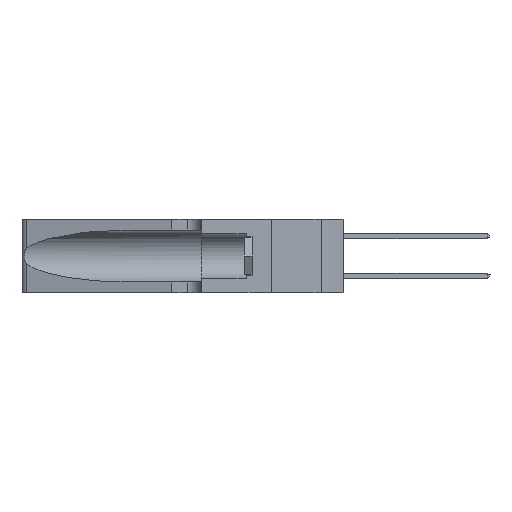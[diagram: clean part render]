
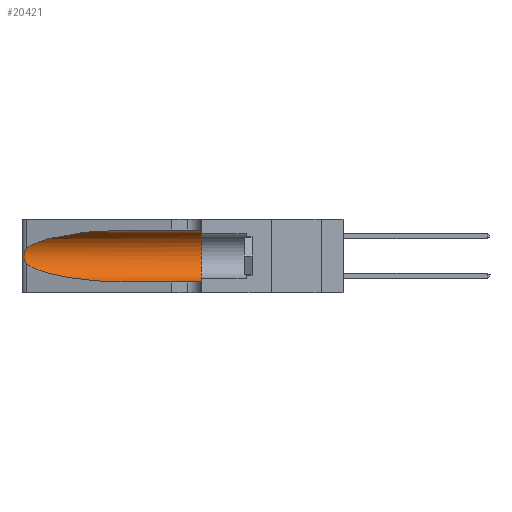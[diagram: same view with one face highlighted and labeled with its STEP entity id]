
A CAD part, left-side view. The second image highlights one B-rep face of the part: STEP entity #20421.
In plain terms, the highlighted cylindrical face has radius 3.308 mm (diameter 6.617 mm), a partial arc.
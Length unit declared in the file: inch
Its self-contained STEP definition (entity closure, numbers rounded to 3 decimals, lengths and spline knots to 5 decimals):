
#107 = CARTESIAN_POINT ( 'NONE',  ( 0.2373, 1.15595, 0.28018 ) ) ;
#1352 = CARTESIAN_POINT ( 'NONE',  ( 0.25639, 1.23184, 0.21858 ) ) ;
#1432 = VERTEX_POINT ( 'NONE', #25009 ) ;
#2159 = DIRECTION ( 'NONE',  ( 0., -1., 0. ) ) ;
#2582 = ORIENTED_EDGE ( 'NONE', *, *, #28013, .T. ) ;
#3361 = CARTESIAN_POINT ( 'NONE',  ( 0.1305, 0.72297, 0.31525 ) ) ;
#3837 = CARTESIAN_POINT ( 'NONE',  ( 0.25854, 1.2359, 0.20912 ) ) ;
#4291 = ORIENTED_EDGE ( 'NONE', *, *, #24428, .F. ) ;
#4331 = VERTEX_POINT ( 'NONE', #3361 ) ;
#4350 = CARTESIAN_POINT ( 'NONE',  ( 0.1305, 1.61858, 0.05475 ) ) ;
#4653 = CARTESIAN_POINT ( 'NONE',  ( 0.2373, 1.15595, 0.08982 ) ) ;
#5372 = ORIENTED_EDGE ( 'NONE', *, *, #18325, .T. ) ;
#6100 = EDGE_CURVE ( 'NONE', #4331, #24182, #19957, .T. ) ;
#6137 = DIRECTION ( 'NONE',  ( 0., -1., 0. ) ) ;
#6348 = CARTESIAN_POINT ( 'NONE',  ( 0.26075, 1.23896, 0.19203 ) ) ;
#6417 =( BOUNDED_CURVE ( )  B_SPLINE_CURVE ( 3, ( #21543, #12314, #107, #17005 ),
 .UNSPECIFIED., .F., .F. ) 
 B_SPLINE_CURVE_WITH_KNOTS ( ( 4, 4 ),
 ( 1.5708, 2.84003 ),
 .UNSPECIFIED. ) 
 CURVE ( )  GEOMETRIC_REPRESENTATION_ITEM ( )  RATIONAL_B_SPLINE_CURVE ( ( 1., 0.87, 0.87, 1. ) ) 
 REPRESENTATION_ITEM ( '' )  );
#7356 =( BOUNDED_CURVE ( )  B_SPLINE_CURVE ( 3, ( #21191, #4653, #9515, #25801 ),
 .UNSPECIFIED., .F., .F. ) 
 B_SPLINE_CURVE_WITH_KNOTS ( ( 4, 4 ),
 ( 3.44316, 4.71239 ),
 .UNSPECIFIED. ) 
 CURVE ( )  GEOMETRIC_REPRESENTATION_ITEM ( )  RATIONAL_B_SPLINE_CURVE ( ( 1., 0.87, 0.87, 1. ) ) 
 REPRESENTATION_ITEM ( '' )  );
#7885 = VERTEX_POINT ( 'NONE', #28856 ) ;
#7921 = CARTESIAN_POINT ( 'NONE',  ( 0.1305, 0.35, 0.05475 ) ) ;
#8045 = ORIENTED_EDGE ( 'NONE', *, *, #6100, .F. ) ;
#8279 = CARTESIAN_POINT ( 'NONE',  ( 0.1305, 0.35, 0.185 ) ) ;
#8741 = CARTESIAN_POINT ( 'NONE',  ( 0.26017, 1.23833, 0.17102 ) ) ;
#8843 = VERTEX_POINT ( 'NONE', #10262 ) ;
#9089 = B_SPLINE_CURVE_WITH_KNOTS ( 'NONE', 3,
 ( #29558, #11092, #1352, #18167, #3837, #20459, #6348, #22767, #8741, #25088, #11199, #27369, #13576, #29660 ),
 .UNSPECIFIED., .F., .F.,
 ( 4, 2, 2, 2, 2, 2, 4 ),
 ( 0., 0.00027, 0.00053, 0.00107, 0.0016, 0.00187, 0.00214 ),
 .UNSPECIFIED. ) ;
#9515 = CARTESIAN_POINT ( 'NONE',  ( 0.18966, 0.96281, 0.05475 ) ) ;
#10262 = CARTESIAN_POINT ( 'NONE',  ( 0.25487, 1.22718, 0.22369 ) ) ;
#10454 = LINE ( 'NONE', #4350, #22109 ) ;
#10740 = DIRECTION ( 'NONE',  ( 0., 0., 1. ) ) ;
#11005 = AXIS2_PLACEMENT_3D ( 'NONE', #8279, #24643, #10740 ) ;
#11092 = CARTESIAN_POINT ( 'NONE',  ( 0.25555, 1.22994, 0.2215 ) ) ;
#11199 = CARTESIAN_POINT ( 'NONE',  ( 0.25789, 1.23486, 0.15765 ) ) ;
#12314 = CARTESIAN_POINT ( 'NONE',  ( 0.18966, 0.96281, 0.31525 ) ) ;
#13576 = CARTESIAN_POINT ( 'NONE',  ( 0.25555, 1.22993, 0.14849 ) ) ;
#13791 = VECTOR ( 'NONE', #6137, 39.37008 ) ;
#14491 = EDGE_CURVE ( 'NONE', #7885, #27465, #10454, .T. ) ;
#16582 = CARTESIAN_POINT ( 'NONE',  ( 0.1305, 1.61858, 0.185 ) ) ;
#16803 = CARTESIAN_POINT ( 'NONE',  ( 0.1305, 0.35, 0.31525 ) ) ;
#17005 = CARTESIAN_POINT ( 'NONE',  ( 0.25487, 1.22718, 0.22369 ) ) ;
#17834 = CYLINDRICAL_SURFACE ( 'NONE', #27786, 0.13025 ) ;
#18167 = CARTESIAN_POINT ( 'NONE',  ( 0.25787, 1.23484, 0.2124 ) ) ;
#18325 = EDGE_CURVE ( 'NONE', #8843, #1432, #9089, .T. ) ;
#18540 = FACE_OUTER_BOUND ( 'NONE', #23974, .T. ) ;
#18714 = DIRECTION ( 'NONE',  ( 0., -1., 0. ) ) ;
#18926 = DIRECTION ( 'NONE',  ( 0., 0., -1. ) ) ;
#19957 = LINE ( 'NONE', #22568, #13791 ) ;
#20421 = ADVANCED_FACE ( 'NONE', ( #18540 ), #17834, .F. ) ;
#20459 = CARTESIAN_POINT ( 'NONE',  ( 0.26018, 1.23835, 0.19895 ) ) ;
#21191 = CARTESIAN_POINT ( 'NONE',  ( 0.25487, 1.22718, 0.14631 ) ) ;
#21543 = CARTESIAN_POINT ( 'NONE',  ( 0.1305, 0.72297, 0.31525 ) ) ;
#22006 = ORIENTED_EDGE ( 'NONE', *, *, #14491, .T. ) ;
#22109 = VECTOR ( 'NONE', #18714, 39.37008 ) ;
#22568 = CARTESIAN_POINT ( 'NONE',  ( 0.1305, 1.61858, 0.31525 ) ) ;
#22767 = CARTESIAN_POINT ( 'NONE',  ( 0.26075, 1.23896, 0.178 ) ) ;
#23974 = EDGE_LOOP ( 'NONE', ( #2582, #5372, #29516, #22006, #4291, #8045 ) ) ;
#24182 = VERTEX_POINT ( 'NONE', #16803 ) ;
#24428 = EDGE_CURVE ( 'NONE', #24182, #27465, #28101, .T. ) ;
#24643 = DIRECTION ( 'NONE',  ( 0., 1., 0. ) ) ;
#24804 = EDGE_CURVE ( 'NONE', #1432, #7885, #7356, .T. ) ;
#25009 = CARTESIAN_POINT ( 'NONE',  ( 0.25487, 1.22718, 0.14631 ) ) ;
#25088 = CARTESIAN_POINT ( 'NONE',  ( 0.25856, 1.23593, 0.16098 ) ) ;
#25801 = CARTESIAN_POINT ( 'NONE',  ( 0.1305, 0.72297, 0.05475 ) ) ;
#27369 = CARTESIAN_POINT ( 'NONE',  ( 0.25639, 1.23186, 0.15144 ) ) ;
#27465 = VERTEX_POINT ( 'NONE', #7921 ) ;
#27786 = AXIS2_PLACEMENT_3D ( 'NONE', #16582, #2159, #18926 ) ;
#28013 = EDGE_CURVE ( 'NONE', #4331, #8843, #6417, .T. ) ;
#28101 = CIRCLE ( 'NONE', #11005, 0.13025 ) ;
#28856 = CARTESIAN_POINT ( 'NONE',  ( 0.1305, 0.72297, 0.05475 ) ) ;
#29516 = ORIENTED_EDGE ( 'NONE', *, *, #24804, .T. ) ;
#29558 = CARTESIAN_POINT ( 'NONE',  ( 0.25487, 1.22718, 0.22369 ) ) ;
#29660 = CARTESIAN_POINT ( 'NONE',  ( 0.25487, 1.22718, 0.14631 ) ) ;
